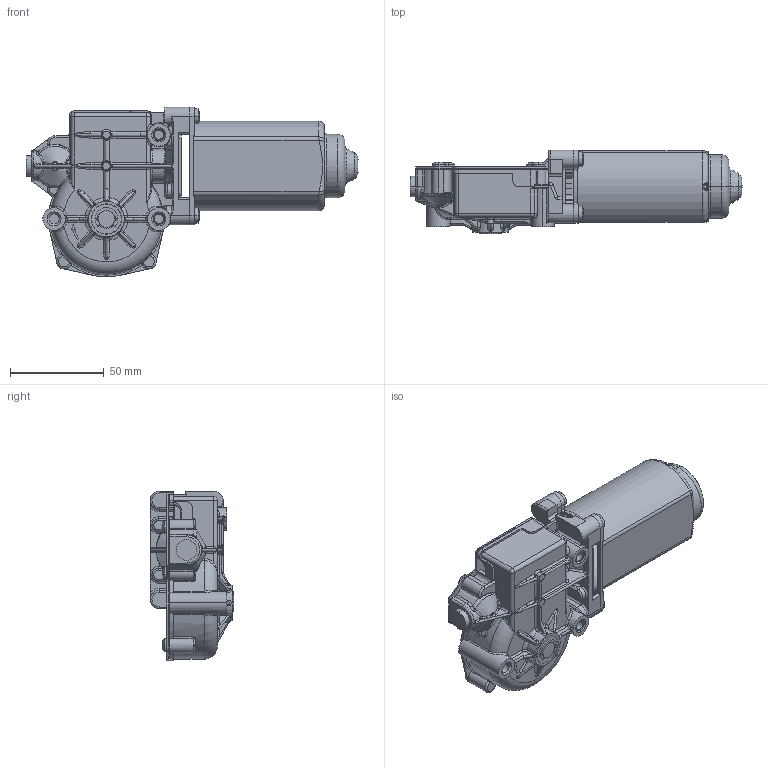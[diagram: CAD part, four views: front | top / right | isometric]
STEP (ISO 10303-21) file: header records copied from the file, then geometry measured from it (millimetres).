
FILE_DESCRIPTION((''),'2;1');
FILE_NAME('316_ASM','2021-05-05T09:30:16',('carlos.villegas'),(''),'CREO PARAMETRIC BY PTC INC, 2019344','CREO PARAMETRIC BY PTC INC, 2019344','');
FILE_SCHEMA(('CONFIG_CONTROL_DESIGN','SHAPE_APPEARANCE_LAYERS_GROUPS'));
Length unit declared in the file: millimetre
Products named in the file (18): 31600030200_AF0_1; 31650030200_ASM_1_ASM; 11602550800_AF0_1; 11652231600_AF0_ASM_1_ASM; 10000943700_1_1; 10003923700_AF0_1_1; 31600011800_1; 21100010200_1; 31650640200_ASM_1_ASM; 10000353409_1; 11600110300_1; 10004453409_1; 31650011300_ASM_1; 10010731700_1; 31655331300_AF0_ASM_1_ASM; 31652861300_AF0_ASM_1_ASM; 316_ASM_1_ASM; 316_ASM
Assembly tree (24 placements, depth 5):
  316_ASM
    316_ASM_1_ASM
      31650030200_ASM_1_ASM
        31600030200_AF0_1
      11652231600_AF0_ASM_1_ASM
        11602550800_AF0_1
      10000943700_1_1
      10003923700_AF0_1_1
      31600011800_1
      31650640200_ASM_1_ASM
        21100010200_1
      10000353409_1  x4
      11600110300_1
      10004453409_1  x5
      31652861300_AF0_ASM_1_ASM
        31655331300_AF0_ASM_1_ASM
          31650011300_ASM_1
          10010731700_1
Bounding box: 177.5 x 44.8 x 90.85 mm (x, y, z)
Volume: 84903.8 mm3; surface area: 82264.1 mm2
Topology: 17 solids, 35 shells, 2463 faces, 6427 edges, 3936 vertices
Faces by surface type: cylinder 853, plane 609, bspline 526, torus 198, cone 134, sphere 127, extrusion 16
Entity records: 108006 total; most frequent: CARTESIAN_POINT 47060, ORIENTED_EDGE 11360, DIRECTION 9903, EDGE_CURVE 5688, AXIS2_PLACEMENT_3D 3923, VERTEX_POINT 3511, EDGE_LOOP 2349, FACE_OUTER_BOUND 2257
